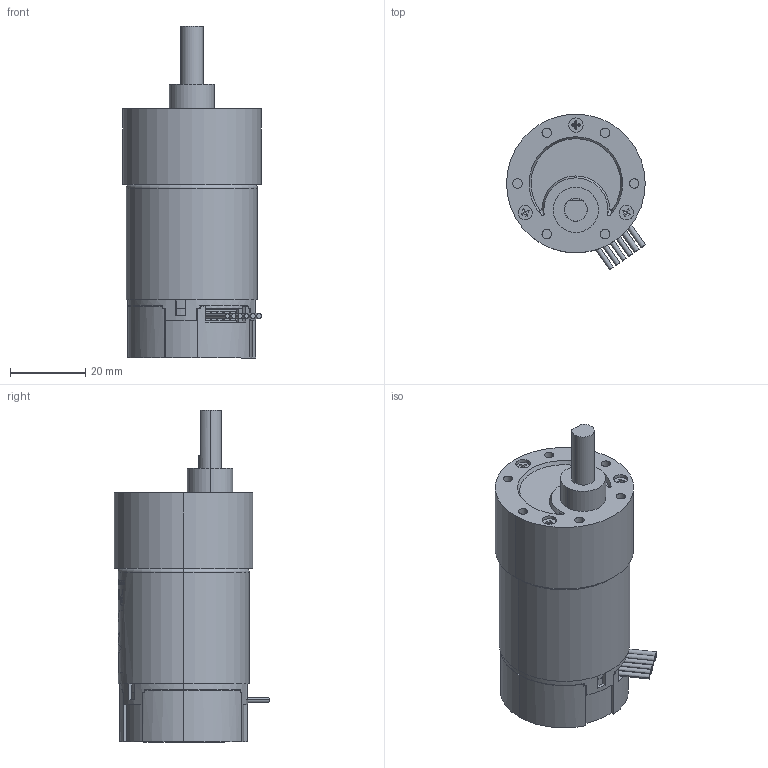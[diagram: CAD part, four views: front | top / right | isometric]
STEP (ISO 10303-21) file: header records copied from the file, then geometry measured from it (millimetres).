
FILE_DESCRIPTION (( 'STEP AP214' ), '1' );
FILE_NAME ('37d-gearmotor-6-10-encoder.step', '2019-12-14T03:15:34', ( '' ), ( '' ), 'SwSTEP 2.0', 'SolidWorks 2016', '' );
FILE_SCHEMA (( 'AUTOMOTIVE_DESIGN' ));
Length unit declared in the file: millimetre
Products named in the file (1): 37d-gearmotor-6-10-encoder
Bounding box: 36.88 x 41.23 x 88.1 mm (x, y, z)
Volume: 56355.6 mm3; surface area: 17483.1 mm2
Topology: 1 solids, 1 shells, 649 faces, 1669 edges, 1078 vertices
Faces by surface type: plane 386, cylinder 130, bspline 125, cone 6, torus 2
Entity records: 36673 total; most frequent: CARTESIAN_POINT 14659, ORIENTED_EDGE 3338, DIRECTION 2684, EDGE_CURVE 1669, VERTEX_POINT 1078, AXIS2_PLACEMENT_3D 911, LINE 862, VECTOR 862
